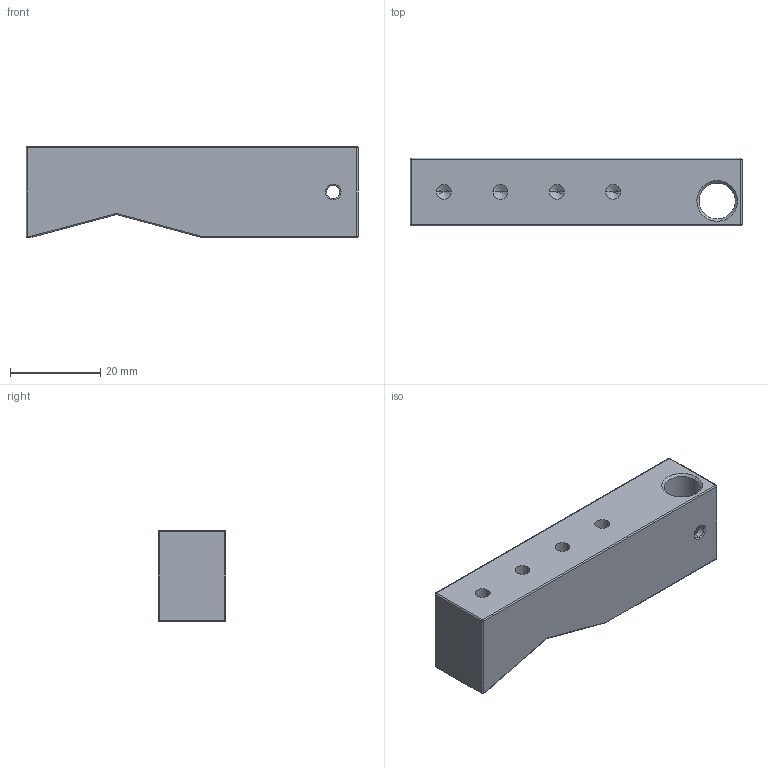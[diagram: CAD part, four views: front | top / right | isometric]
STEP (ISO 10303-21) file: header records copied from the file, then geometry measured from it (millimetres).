
FILE_DESCRIPTION (( 'STEP AP214' ), '1' );
FILE_NAME ('OM-003-010-110_01-STEP.STEP', '2024-09-27T12:03:27', ( '' ), ( '' ), 'SwSTEP 2.0', 'SolidWorks 2022', '' );
FILE_SCHEMA (( 'AUTOMOTIVE_DESIGN' ));
Length unit declared in the file: millimetre
Products named in the file (1): OM-003-010-110_01-STEP
Bounding box: 73.5 x 15 x 20 mm (x, y, z)
Volume: 19259.1 mm3; surface area: 6340.9 mm2
Topology: 1 solids, 1 shells, 65 faces, 151 edges, 76 vertices
Faces by surface type: cylinder 32, cone 12, plane 9, sphere 8, torus 4
Entity records: 1919 total; most frequent: CARTESIAN_POINT 395, DIRECTION 317, ORIENTED_EDGE 270, EDGE_CURVE 135, AXIS2_PLACEMENT_3D 126, VERTEX_POINT 76, EDGE_LOOP 75, LINE 65
